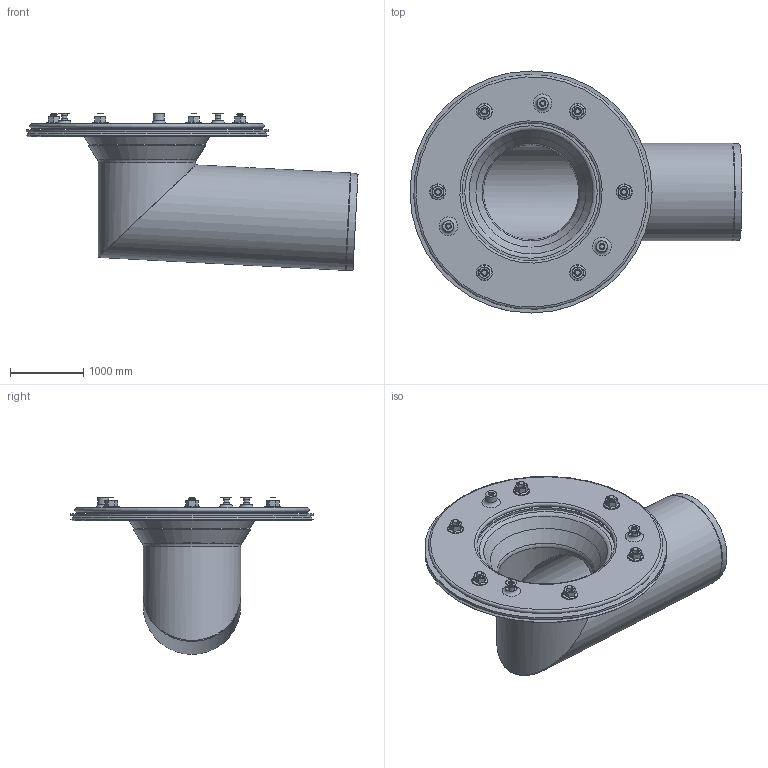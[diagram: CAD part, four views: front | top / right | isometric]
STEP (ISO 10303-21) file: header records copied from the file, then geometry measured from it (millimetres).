
FILE_DESCRIPTION(/* description */ (''),/* implementation_level */ '2;1');
FILE_NAME(/* name */ '21914.125X_3D.stp',/* time_stamp */ '2024-12-12T08:47:08+01:00',/* author */ ('CAD'),/* organization */ (''),/* preprocessor_version */ 'ST-DEVELOPER v20',/* originating_system */ 'AutoCAD Mechanical',/* authorisation */ '');
FILE_SCHEMA (('AUTOMOTIVE_DESIGN { 1 0 10303 214 3 1 1 }'));
Length unit declared in the file: centimetre
Products named in the file (2): Product; *S0
Assembly tree (1 placements, depth 2):
  Product
    *S0
Bounding box: 4526.54 x 3300 x 2137.72 mm (x, y, z)
Volume: 950430791 mm3; surface area: 71555697.8 mm2
Topology: 20 solids, 20 shells, 405 faces, 809 edges, 469 vertices
Faces by surface type: cone 231, plane 101, cylinder 54, torus 19
Full cylindrical faces by diameter (mm): 70 x12, 80 x18, 83.76 x6, 140 x6, 160 x6, 1300 x2, 1330 x2, 1900 x1, 3300 x1
Entity records: 10880 total; most frequent: CARTESIAN_POINT 2244, DIRECTION 1921, ORIENTED_EDGE 1618, AXIS2_PLACEMENT_3D 818, EDGE_CURVE 809, EDGE_LOOP 488, VERTEX_POINT 469, CIRCLE 406
